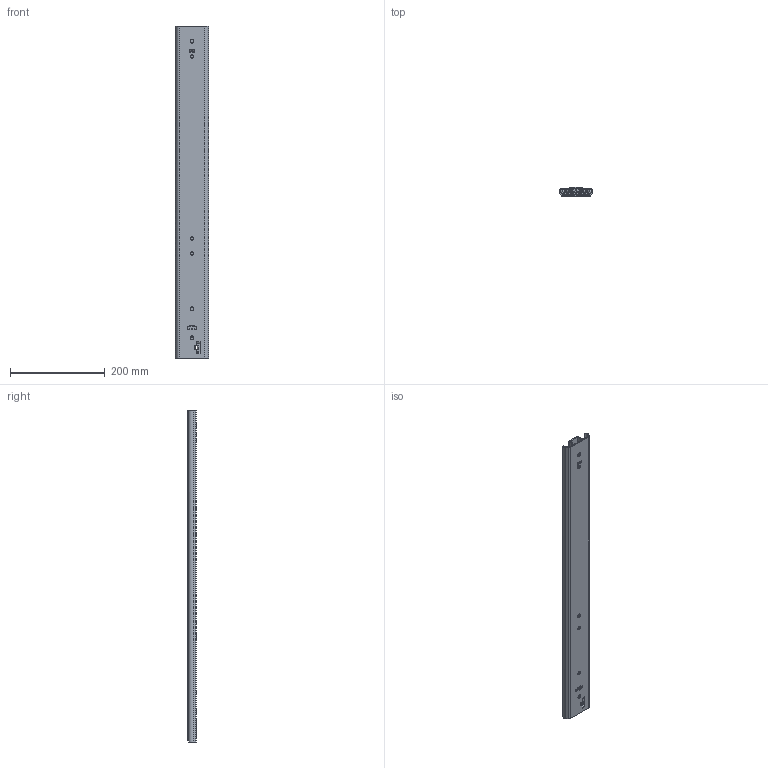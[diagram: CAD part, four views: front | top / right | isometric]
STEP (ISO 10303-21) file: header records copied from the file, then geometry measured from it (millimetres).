
FILE_DESCRIPTION((''),'2;1');
FILE_NAME('101-S68_ASM','2015-05-18T',('w.jans'),(''),'PRO/ENGINEER BY PARAMETRIC TECHNOLOGY CORPORATION, 2003450','PRO/ENGINEER BY PARAMETRIC TECHNOLOGY CORPORATION, 2003450','');
FILE_SCHEMA(('CONFIG_CONTROL_DESIGN'));
Length unit declared in the file: millimetre
Products named in the file (14): 101-S68-SKEL; 511-01-S68-TA1; 511-01-S68-TA1_ASM; 515-4XX-01-S68; 911-073; 515-4XX-01-S68_ASM; 512-01-S68-TA2; 512-01-S68-TA2_ASM; 515-5XX-01-S68; 911-078; 515-5XX-01-S68_ASM; 513-01-S68-TA3; 513-01-S68-TA3_ASM; 101-S68_ASM
Assembly tree (79 placements, depth 3):
  101-S68_ASM
    101-S68-SKEL
    511-01-S68-TA1_ASM
      511-01-S68-TA1
    515-4XX-01-S68_ASM
      515-4XX-01-S68
      911-073  x34
    512-01-S68-TA2_ASM
      512-01-S68-TA2
    515-5XX-01-S68_ASM
      515-5XX-01-S68
      911-078  x34
    513-01-S68-TA3_ASM
      513-01-S68-TA3
Bounding box: 70.9 x 18.4 x 700 mm (x, y, z)
Volume: 342806.5 mm3; surface area: 414045.4 mm2
Topology: 73 solids, 73 shells, 1483 faces, 4322 edges, 2696 vertices
Faces by surface type: plane 746, cylinder 569, sphere 136, cone 32
Entity records: 47533 total; most frequent: CARTESIAN_POINT 10139, DIRECTION 7881, ORIENTED_EDGE 7836, EDGE_CURVE 3918, AXIS2_PLACEMENT_3D 2628, VECTOR 2625, LINE 2625, VERTEX_POINT 2564
